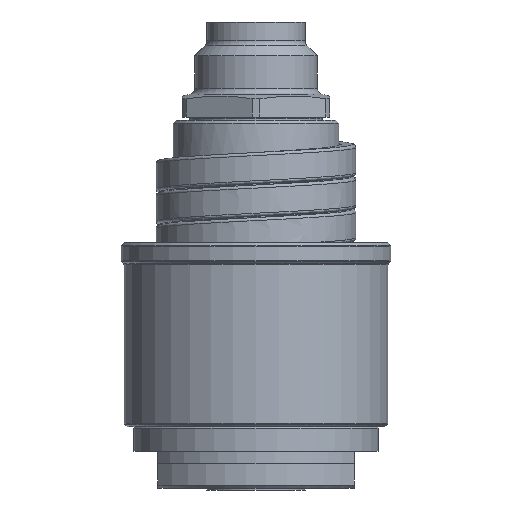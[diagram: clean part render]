
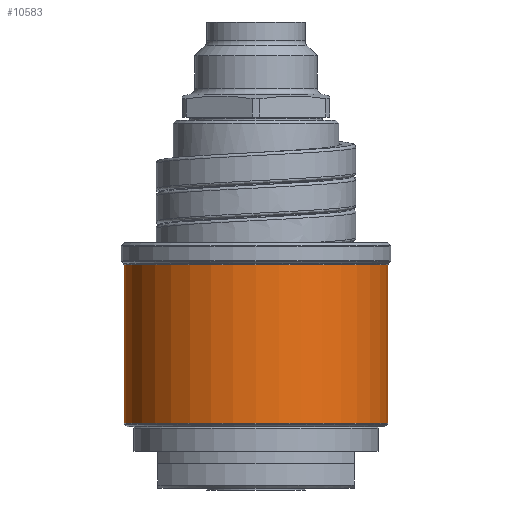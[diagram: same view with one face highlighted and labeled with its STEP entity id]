
A CAD part, front view. The second image highlights one B-rep face of the part: STEP entity #10583.
In plain terms, the highlighted cylindrical face has radius 21.5 mm (diameter 43 mm), a partial arc.
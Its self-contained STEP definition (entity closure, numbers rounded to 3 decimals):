
#3221=CARTESIAN_POINT('',(0.,0.,10.583));
#3222=DIRECTION('',(0.,0.,1.));
#3223=DIRECTION('',(-1.,0.,0.));
#3224=AXIS2_PLACEMENT_3D('',#3221,#3222,#3223);
#3226=DIRECTION('',(0.,0.,-1.));
#3227=VECTOR('',#3226,25.834);
#3228=CARTESIAN_POINT('',(-21.5,0.,36.417));
#3229=LINE('',#3228,#3227);
#3230=CARTESIAN_POINT('',(0.,0.,36.417));
#3231=DIRECTION('',(0.,0.,1.));
#3232=DIRECTION('',(-1.,0.,0.));
#3233=AXIS2_PLACEMENT_3D('',#3230,#3231,#3232);
#3235=DIRECTION('',(0.,0.,-1.));
#3236=VECTOR('',#3235,25.834);
#3237=CARTESIAN_POINT('',(21.5,0.,36.417));
#3238=LINE('',#3237,#3236);
#5971=CARTESIAN_POINT('',(21.5,0.,36.417));
#5972=CARTESIAN_POINT('',(-21.5,0.,36.417));
#5973=VERTEX_POINT('',#5971);
#5974=VERTEX_POINT('',#5972);
#5997=CARTESIAN_POINT('',(21.5,0.,10.583));
#5998=VERTEX_POINT('',#5997);
#5999=CARTESIAN_POINT('',(-21.5,0.,10.583));
#6000=VERTEX_POINT('',#5999);
#10571=CARTESIAN_POINT('',(0.,0.,8.5));
#10572=DIRECTION('',(0.,0.,1.));
#10573=DIRECTION('',(-1.,0.,0.));
#10574=AXIS2_PLACEMENT_3D('',#10571,#10572,#10573);
#10575=CYLINDRICAL_SURFACE('',#10574,21.5);
#10576=ORIENTED_EDGE('',*,*,#8170,.F.);
#10577=ORIENTED_EDGE('',*,*,#8151,.F.);
#10579=ORIENTED_EDGE('',*,*,#10578,.T.);
#10580=ORIENTED_EDGE('',*,*,#8147,.T.);
#10581=EDGE_LOOP('',(#10576,#10577,#10579,#10580));
#10582=FACE_OUTER_BOUND('',#10581,.F.);
#3225=CIRCLE('',#3224,21.5);
#3234=CIRCLE('',#3233,21.5);
#8147=EDGE_CURVE('',#5973,#5998,#3238,.T.);
#8151=EDGE_CURVE('',#5974,#6000,#3229,.T.);
#8170=EDGE_CURVE('',#6000,#5998,#3225,.T.);
#10578=EDGE_CURVE('',#5974,#5973,#3234,.T.);
#10583=ADVANCED_FACE('',(#10582),#10575,.T.);
